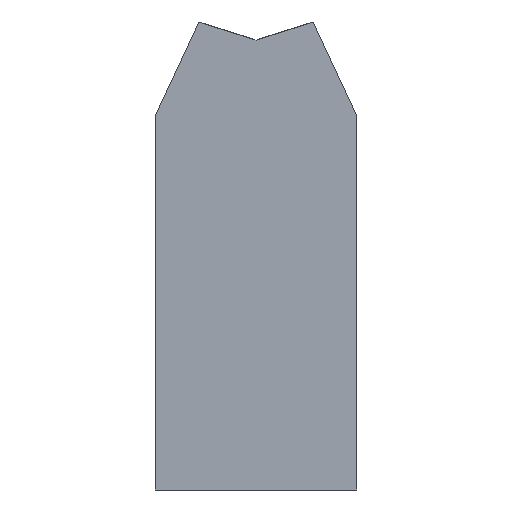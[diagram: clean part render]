
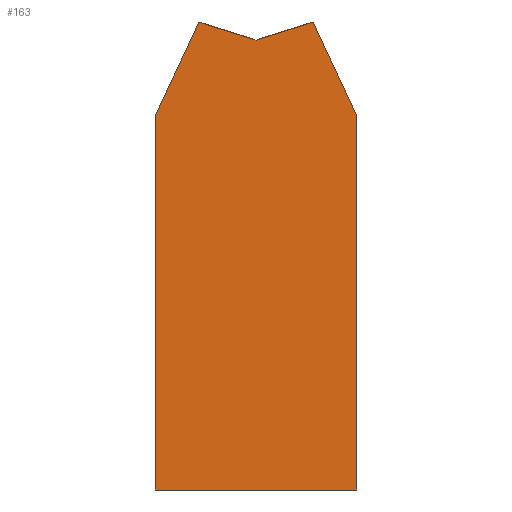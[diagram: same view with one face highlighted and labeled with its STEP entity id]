
A CAD part, front view. The second image highlights one B-rep face of the part: STEP entity #163.
In plain terms, the highlighted planar face has unit normal (0, -1, 0).
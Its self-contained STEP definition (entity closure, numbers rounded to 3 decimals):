
#163 = ADVANCED_FACE( '', ( #400 ), #401, .T. );
#400 = FACE_OUTER_BOUND( '', #680, .T. );
#401 = PLANE( '', #681 );
#680 = EDGE_LOOP( '', ( #1066, #1067, #1068, #1069, #1070, #1071, #1072 ) );
#681 = AXIS2_PLACEMENT_3D( '', #1073, #1074, #1075 );
#1066 = ORIENTED_EDGE( '', *, *, #1341, .T. );
#1067 = ORIENTED_EDGE( '', *, *, #1375, .T. );
#1068 = ORIENTED_EDGE( '', *, *, #1282, .T. );
#1069 = ORIENTED_EDGE( '', *, *, #1327, .T. );
#1070 = ORIENTED_EDGE( '', *, *, #1311, .T. );
#1071 = ORIENTED_EDGE( '', *, *, #1376, .T. );
#1072 = ORIENTED_EDGE( '', *, *, #1261, .T. );
#1073 = CARTESIAN_POINT( '', ( -15., 0., 0. ) );
#1074 = DIRECTION( '', ( 0., -1., 0. ) );
#1075 = DIRECTION( '', ( 0., 0., -1. ) );
#1261 = EDGE_CURVE( '', #1439, #1440, #1441, .T. );
#1282 = EDGE_CURVE( '', #1478, #1479, #1480, .T. );
#1311 = EDGE_CURVE( '', #1530, #1528, #1531, .T. );
#1327 = EDGE_CURVE( '', #1479, #1530, #1554, .T. );
#1341 = EDGE_CURVE( '', #1440, #1578, #1579, .T. );
#1375 = EDGE_CURVE( '', #1578, #1478, #1626, .T. );
#1376 = EDGE_CURVE( '', #1528, #1439, #1627, .T. );
#1439 = VERTEX_POINT( '', #1699 );
#1440 = VERTEX_POINT( '', #1700 );
#1441 = LINE( '', #1701, #1702 );
#1478 = VERTEX_POINT( '', #1742 );
#1479 = VERTEX_POINT( '', #1743 );
#1480 = LINE( '', #1744, #1745 );
#1528 = VERTEX_POINT( '', #1807 );
#1530 = VERTEX_POINT( '', #1810 );
#1531 = LINE( '', #1811, #1812 );
#1554 = LINE( '', #1836, #1837 );
#1578 = VERTEX_POINT( '', #1861 );
#1579 = LINE( '', #1862, #1863 );
#1626 = LINE( '', #1911, #1912 );
#1627 = LINE( '', #1913, #1914 );
#1699 = CARTESIAN_POINT( '', ( -8.525, 0., 69.717 ) );
#1700 = CARTESIAN_POINT( '', ( -15., 0., 55.832 ) );
#1701 = CARTESIAN_POINT( '', ( -8.525, 0., 69.717 ) );
#1702 = VECTOR( '', #1990, 1000. );
#1742 = CARTESIAN_POINT( '', ( 15., 0., 0. ) );
#1743 = CARTESIAN_POINT( '', ( 15., 0., 55.832 ) );
#1744 = CARTESIAN_POINT( '', ( 15., 0., 0. ) );
#1745 = VECTOR( '', #2036, 1000. );
#1807 = CARTESIAN_POINT( '', ( 0., 0., 67.029 ) );
#1810 = CARTESIAN_POINT( '', ( 8.525, 0., 69.717 ) );
#1811 = CARTESIAN_POINT( '', ( 8.525, 0., 69.717 ) );
#1812 = VECTOR( '', #2079, 1000. );
#1836 = CARTESIAN_POINT( '', ( 15., 0., 55.832 ) );
#1837 = VECTOR( '', #2105, 1000. );
#1861 = CARTESIAN_POINT( '', ( -15., 0., 0. ) );
#1862 = CARTESIAN_POINT( '', ( -15., 0., 55.832 ) );
#1863 = VECTOR( '', #2136, 1000. );
#1911 = CARTESIAN_POINT( '', ( -15., 0., 0. ) );
#1912 = VECTOR( '', #2183, 1000. );
#1913 = CARTESIAN_POINT( '', ( 0., 0., 67.029 ) );
#1914 = VECTOR( '', #2184, 1000. );
#1990 = DIRECTION( '', ( -0.423, 0., -0.906 ) );
#2036 = DIRECTION( '', ( 0., 0., 1. ) );
#2079 = DIRECTION( '', ( -0.954, 0., -0.301 ) );
#2105 = DIRECTION( '', ( -0.423, 0., 0.906 ) );
#2136 = DIRECTION( '', ( 0., 0., -1. ) );
#2183 = DIRECTION( '', ( 1., 0., 0. ) );
#2184 = DIRECTION( '', ( -0.954, 0., 0.301 ) );
